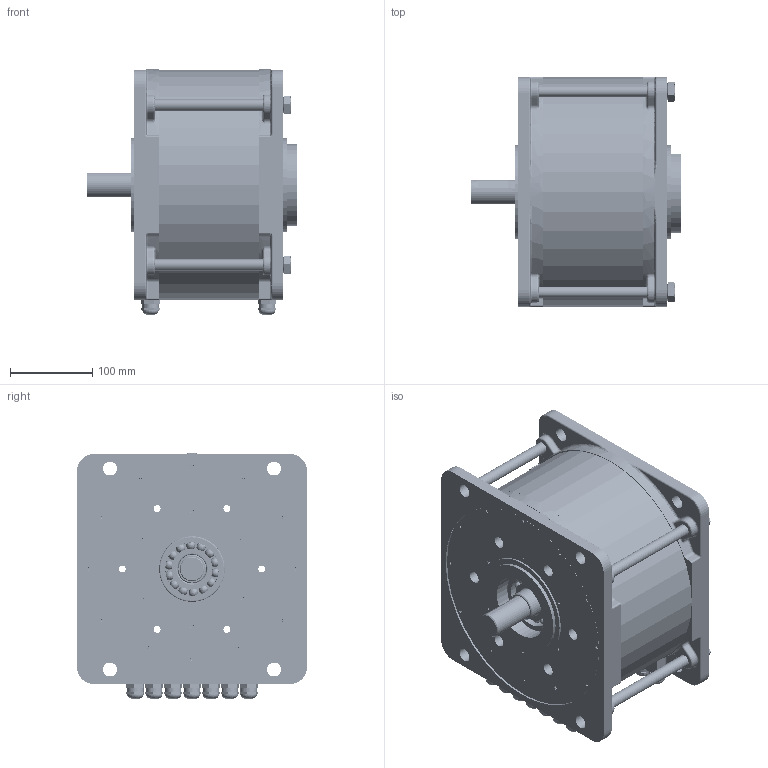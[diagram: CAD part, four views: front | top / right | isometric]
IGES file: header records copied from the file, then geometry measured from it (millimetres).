
Start section: SolidWorks IGES file using analytic representation for surfaces
Global section: file name: H外形图.IGS; native system: SolidWorks 2014; preprocessor: SolidWorks 2014; author: Administrator; date: 140808.083737; units: millimetre
Bounding box: 257 x 280 x 299 mm (x, y, z)
Surface area: 1177432.1 mm2 (no closed solid volume)
Topology: 0 solids, 0 shells, 3792 faces, 43116 edges, 42948 vertices
Faces by surface type: bspline 1902, revolution 1890
